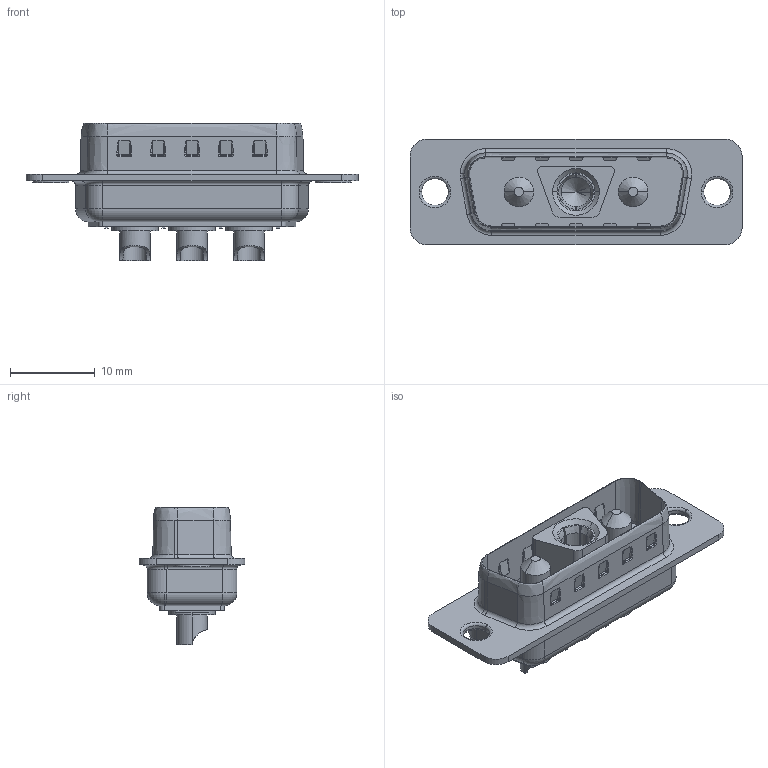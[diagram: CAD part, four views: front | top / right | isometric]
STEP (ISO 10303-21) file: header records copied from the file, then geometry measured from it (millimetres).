
FILE_DESCRIPTION (( 'STEP AP214' ), '1' );
FILE_NAME ('FDV0312-M0WS103K6KB-REF.STEP', '2024-11-27T10:42:04', ( '' ), ( '' ), 'SwSTEP 2.0', 'SolidWorks 2021', '' );
FILE_SCHEMA (( 'AUTOMOTIVE_DESIGN' ));
Length unit declared in the file: millimetre
Products named in the file (1): FDV0312-M0WS103K6KB-REF
Bounding box: 39.2 x 12.5 x 16.2 mm (x, y, z)
Volume: 2231.2 mm3; surface area: 2753.4 mm2
Topology: 1 solids, 1 shells, 537 faces, 1255 edges, 737 vertices
Faces by surface type: cylinder 227, plane 171, bspline 68, cone 27, torus 24, sphere 20
Entity records: 16441 total; most frequent: CARTESIAN_POINT 4952, ORIENTED_EDGE 2436, DIRECTION 2375, EDGE_CURVE 1218, AXIS2_PLACEMENT_3D 891, VERTEX_POINT 722, VECTOR 593, LINE 593
